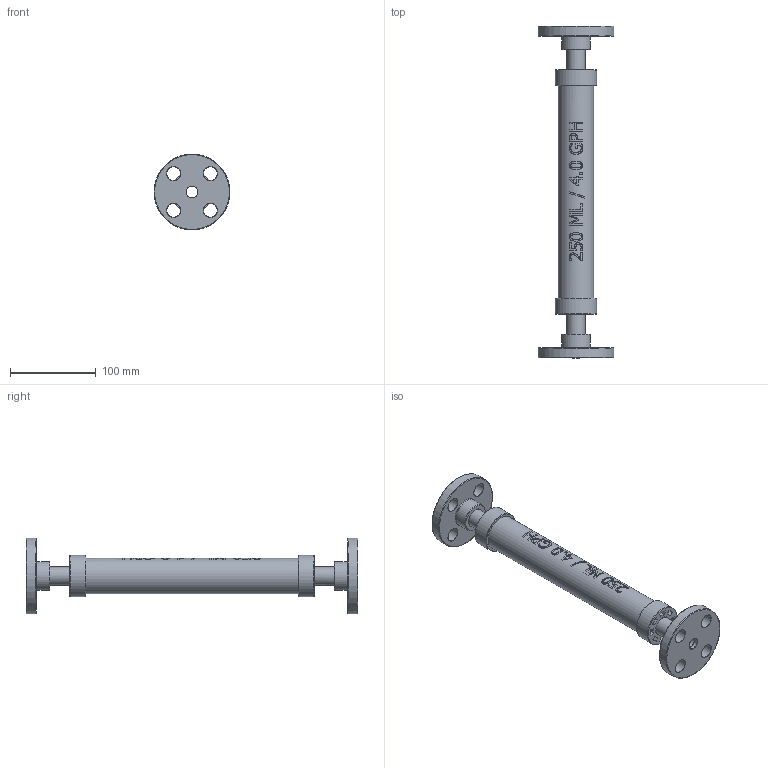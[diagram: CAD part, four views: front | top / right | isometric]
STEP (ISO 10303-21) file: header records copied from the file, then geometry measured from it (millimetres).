
FILE_DESCRIPTION((''),'2;1');
FILE_NAME('PV#2-250-F_R0.ipt.stp','2017-07-11T09:25:49',(''),(''),'Autodesk Inventor 2009','Autodesk Inventor 2009','');
FILE_SCHEMA(('AUTOMOTIVE_DESIGN { 1 0 10303 214 1 1 1 1 }'));
Length unit declared in the file: inch
Products named in the file (1): PV#2-250-F_R0
Bounding box: 88.56 x 387.35 x 88.56 mm (x, y, z)
Volume: 260414.2 mm3; surface area: 135923.4 mm2
Topology: 3 solids, 3 shells, 335 faces, 815 edges, 532 vertices
Faces by surface type: bspline 132, plane 113, cylinder 34, cone 30, torus 26
Full cylindrical faces by diameter (mm): 13.36 x2, 16.002 x8, 33.541 x2, 38.227 x1, 41.275 x1, 48.514 x2, 88.9 x2
Entity records: 41196 total; most frequent: CARTESIAN_POINT 33992, ORIENTED_EDGE 1482, DIRECTION 1186, EDGE_CURVE 741, VERTEX_POINT 526, EDGE_LOOP 471, AXIS2_PLACEMENT_3D 465, FACE_OUTER_BOUND 335
